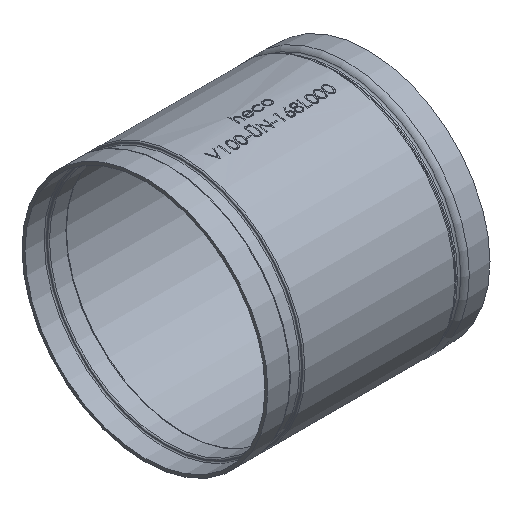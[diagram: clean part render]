
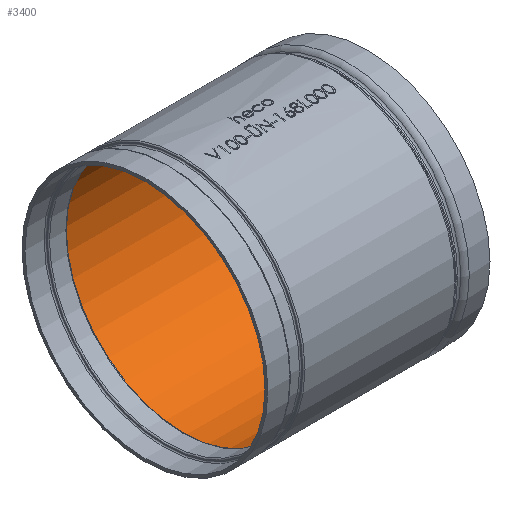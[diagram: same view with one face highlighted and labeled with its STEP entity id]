
A CAD part, isometric view. The second image highlights one B-rep face of the part: STEP entity #3400.
In plain terms, the highlighted cylindrical face has radius 82.138 mm (diameter 164.277 mm), a full revolution.
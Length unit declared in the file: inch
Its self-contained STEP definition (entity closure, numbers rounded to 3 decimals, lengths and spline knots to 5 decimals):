
#354 = CYLINDRICAL_SURFACE ( 'NONE', #16434, 3.2338 ) ;
#617 = EDGE_LOOP ( 'NONE', ( #9262 ) ) ;
#1371 = DIRECTION ( 'NONE',  ( 1., 0., 0. ) ) ;
#2242 = CARTESIAN_POINT ( 'NONE',  ( 1.0777, -3.2338, 0. ) ) ;
#2708 = AXIS2_PLACEMENT_3D ( 'NONE', #4080, #6667, #4021 ) ;
#3400 = ADVANCED_FACE ( 'NONE', ( #5547, #11552 ), #354, .F. ) ;
#3524 = CIRCLE ( 'NONE', #2708, 3.2338 ) ;
#3973 = DIRECTION ( 'NONE',  ( 0., 1., 0. ) ) ;
#4021 = DIRECTION ( 'NONE',  ( 0., -1., 0. ) ) ;
#4080 = CARTESIAN_POINT ( 'NONE',  ( 4.99883, 0., 0. ) ) ;
#5024 = CIRCLE ( 'NONE', #15927, 3.2338 ) ;
#5547 = FACE_OUTER_BOUND ( 'NONE', #6097, .T. ) ;
#6097 = EDGE_LOOP ( 'NONE', ( #14680 ) ) ;
#6245 = CARTESIAN_POINT ( 'NONE',  ( 4.99883, -3.2338, 0. ) ) ;
#6667 = DIRECTION ( 'NONE',  ( -1., 0., 0. ) ) ;
#9262 = ORIENTED_EDGE ( 'NONE', *, *, #15984, .F. ) ;
#11552 = FACE_OUTER_BOUND ( 'NONE', #617, .T. ) ;
#11869 = DIRECTION ( 'NONE',  ( 0., -1., 0. ) ) ;
#11905 = DIRECTION ( 'NONE',  ( 1., 0., 0. ) ) ;
#14112 = VERTEX_POINT ( 'NONE', #2242 ) ;
#14680 = ORIENTED_EDGE ( 'NONE', *, *, #16914, .F. ) ;
#14683 = CARTESIAN_POINT ( 'NONE',  ( 1.0777, 0., 0. ) ) ;
#15927 = AXIS2_PLACEMENT_3D ( 'NONE', #14683, #1371, #11869 ) ;
#15984 = EDGE_CURVE ( 'NONE', #14112, #14112, #5024, .T. ) ;
#16043 = CARTESIAN_POINT ( 'NONE',  ( 3.03888, 0., 0. ) ) ;
#16434 = AXIS2_PLACEMENT_3D ( 'NONE', #16043, #11905, #3973 ) ;
#16809 = VERTEX_POINT ( 'NONE', #6245 ) ;
#16914 = EDGE_CURVE ( 'NONE', #16809, #16809, #3524, .T. ) ;
